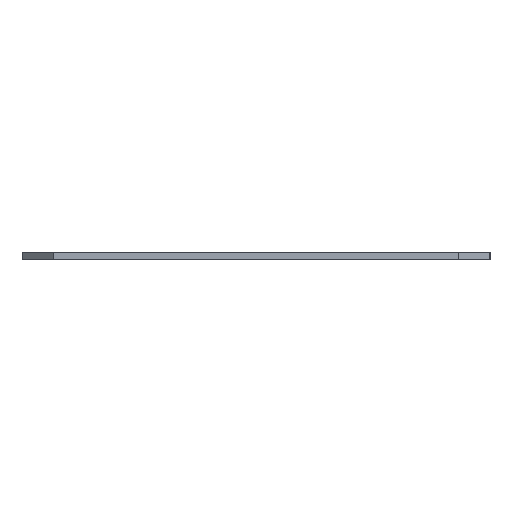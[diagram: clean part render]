
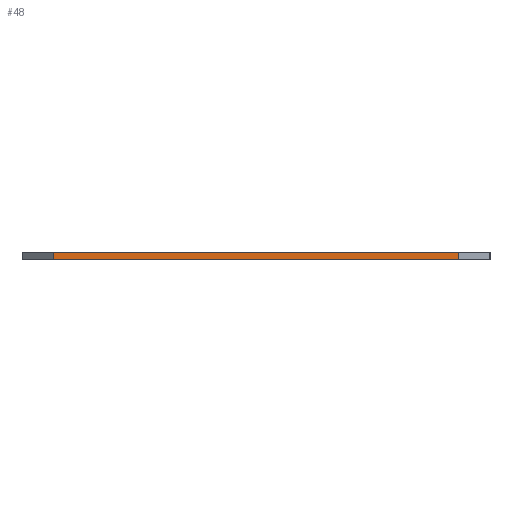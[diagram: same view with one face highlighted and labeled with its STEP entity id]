
A CAD part, left-side view. The second image highlights one B-rep face of the part: STEP entity #48.
In plain terms, the highlighted planar face has unit normal (-1, 0, 0).
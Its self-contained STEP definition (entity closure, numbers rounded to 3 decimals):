
#28 = CARTESIAN_POINT ( 'NONE',  ( -115., 60., 2. ) ) ;
#48 = ADVANCED_FACE ( 'NONE', ( #3204 ), #1199, .F. ) ;
#61 = VECTOR ( 'NONE', #2728, 1000. ) ;
#262 = EDGE_CURVE ( 'NONE', #1644, #3316, #977, .T. ) ;
#456 = VERTEX_POINT ( 'NONE', #3884 ) ;
#622 = ORIENTED_EDGE ( 'NONE', *, *, #1442, .T. ) ;
#645 = EDGE_CURVE ( 'NONE', #3316, #2934, #3759, .T. ) ;
#756 = EDGE_CURVE ( 'NONE', #456, #2934, #2169, .T. ) ;
#977 = LINE ( 'NONE', #3472, #2486 ) ;
#1061 = CARTESIAN_POINT ( 'NONE',  ( -115., 52., 0. ) ) ;
#1100 = AXIS2_PLACEMENT_3D ( 'NONE', #28, #1499, #1852 ) ;
#1199 = PLANE ( 'NONE',  #1100 ) ;
#1442 = EDGE_CURVE ( 'NONE', #456, #1644, #2991, .T. ) ;
#1499 = DIRECTION ( 'NONE',  ( 1., 0., 0. ) ) ;
#1529 = DIRECTION ( 'NONE',  ( 0., 0., -1. ) ) ;
#1644 = VERTEX_POINT ( 'NONE', #1061 ) ;
#1693 = ORIENTED_EDGE ( 'NONE', *, *, #645, .T. ) ;
#1811 = CARTESIAN_POINT ( 'NONE',  ( -115., -52., 2. ) ) ;
#1852 = DIRECTION ( 'NONE',  ( 0., 1., 0. ) ) ;
#1945 = DIRECTION ( 'NONE',  ( 0., -1., 0. ) ) ;
#2163 = ORIENTED_EDGE ( 'NONE', *, *, #262, .T. ) ;
#2169 = LINE ( 'NONE', #3068, #61 ) ;
#2176 = VECTOR ( 'NONE', #1529, 1000. ) ;
#2220 = EDGE_LOOP ( 'NONE', ( #2163, #1693, #3871, #622 ) ) ;
#2253 = VECTOR ( 'NONE', #2429, 1000. ) ;
#2429 = DIRECTION ( 'NONE',  ( 0., 0., 1. ) ) ;
#2486 = VECTOR ( 'NONE', #1945, 1000. ) ;
#2619 = CARTESIAN_POINT ( 'NONE',  ( -115., -52., 0. ) ) ;
#2728 = DIRECTION ( 'NONE',  ( 0., -1., 0. ) ) ;
#2934 = VERTEX_POINT ( 'NONE', #3406 ) ;
#2991 = LINE ( 'NONE', #3043, #2176 ) ;
#3043 = CARTESIAN_POINT ( 'NONE',  ( -115., 52., 2. ) ) ;
#3068 = CARTESIAN_POINT ( 'NONE',  ( -115., 60., 2. ) ) ;
#3204 = FACE_OUTER_BOUND ( 'NONE', #2220, .T. ) ;
#3316 = VERTEX_POINT ( 'NONE', #2619 ) ;
#3406 = CARTESIAN_POINT ( 'NONE',  ( -115., -52., 2. ) ) ;
#3472 = CARTESIAN_POINT ( 'NONE',  ( -115., 60., 0. ) ) ;
#3759 = LINE ( 'NONE', #1811, #2253 ) ;
#3871 = ORIENTED_EDGE ( 'NONE', *, *, #756, .F. ) ;
#3884 = CARTESIAN_POINT ( 'NONE',  ( -115., 52., 2. ) ) ;
